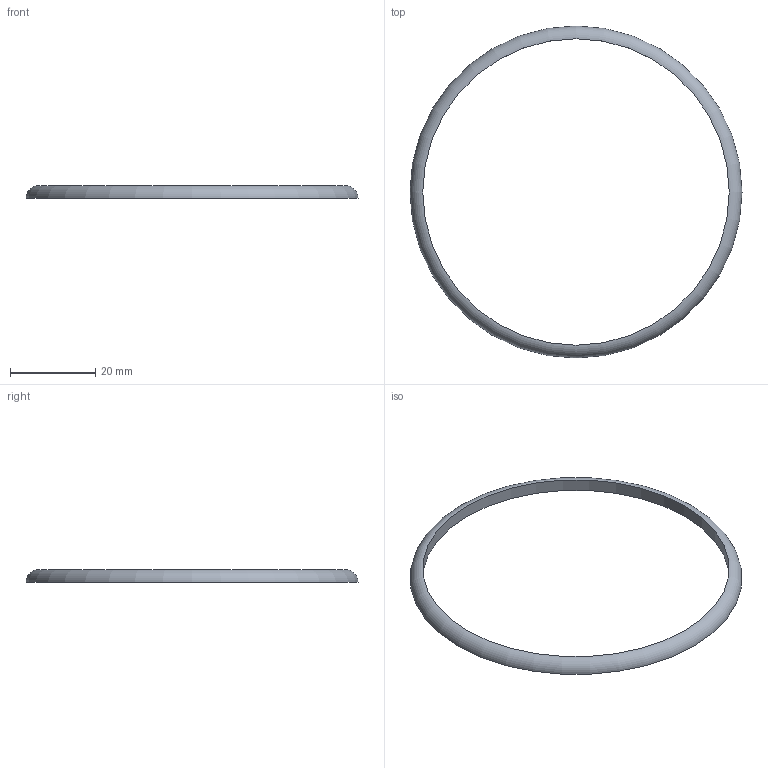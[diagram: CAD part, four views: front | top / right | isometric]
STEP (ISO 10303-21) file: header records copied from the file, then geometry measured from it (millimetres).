
FILE_DESCRIPTION(/* description */ (''),/* implementation_level */ '2;1');
FILE_NAME(/* name */ 'ring for water bottle .step',/* time_stamp */ '2020-08-09T02:54:42+03:00',/* author */ (''),/* organization */ (''),/* preprocessor_version */ 'ST-DEVELOPER v18',/* originating_system */ 'Autodesk Translation Framework v8.12.0.6',/* authorisation */ '');
FILE_SCHEMA (('AUTOMOTIVE_DESIGN { 1 0 10303 214 3 1 1 }'));
Length unit declared in the file: millimetre
Products named in the file (1): (Unsaved)
Bounding box: 78 x 78 x 3 mm (x, y, z)
Volume: 1655.4 mm3; surface area: 2507.9 mm2
Topology: 1 solids, 1 shells, 3 faces, 5 edges, 3 vertices
Faces by surface type: torus 1, cylinder 1, plane 1
Full cylindrical faces by diameter (mm): 72 x1
Entity records: 112 total; most frequent: DIRECTION 17, CARTESIAN_POINT 12, ORIENTED_EDGE 10, AXIS2_PLACEMENT_3D 8, EDGE_CURVE 5, EDGE_LOOP 4, CIRCLE 4, FACE_OUTER_BOUND 3
